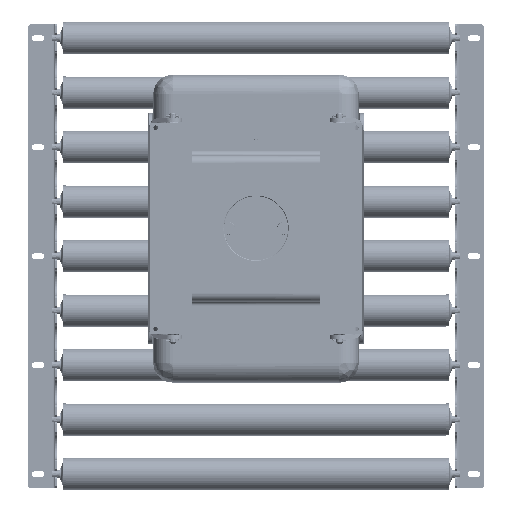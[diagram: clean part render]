
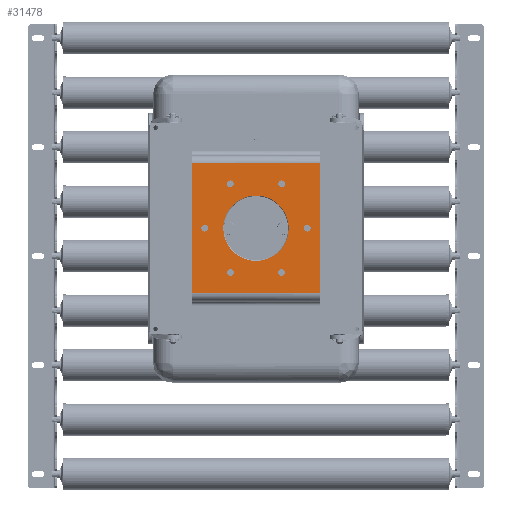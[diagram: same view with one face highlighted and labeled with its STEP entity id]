
A CAD part, top view. The second image highlights one B-rep face of the part: STEP entity #31478.
In plain terms, the highlighted free-form (B-spline) face has degree [1, 1] with [2, 2] control points.
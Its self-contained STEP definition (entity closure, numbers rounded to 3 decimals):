
#29885 = VERTEX_POINT('',#29886);
#29886 = CARTESIAN_POINT('',(-44.48,0.,
    80.239));
#29891 = EDGE_CURVE('',#29885,#29885,#29892,.T.);
#29892 = ( BOUNDED_CURVE() B_SPLINE_CURVE(2,(#29893,#29894,#29895,#29896
    ,#29897,#29898,#29899),.UNSPECIFIED.,.T.,.F.) 
B_SPLINE_CURVE_WITH_KNOTS((3,2,2,3),(3.142,5.236,
7.33,9.425),.PIECEWISE_BEZIER_KNOTS.) CURVE() 
GEOMETRIC_REPRESENTATION_ITEM() RATIONAL_B_SPLINE_CURVE((1.,0.5,1.,0.5,
1.,0.5,1.)) REPRESENTATION_ITEM('') );
#29893 = CARTESIAN_POINT('',(-44.48,0.,
    80.239));
#29894 = CARTESIAN_POINT('',(-44.48,-77.041,
    80.239));
#29895 = CARTESIAN_POINT('',(22.24,-38.521,
    80.239));
#29896 = CARTESIAN_POINT('',(88.959,0.,
    80.239));
#29897 = CARTESIAN_POINT('',(22.24,38.521,
    80.239));
#29898 = CARTESIAN_POINT('',(-44.48,77.041,
    80.239));
#29899 = CARTESIAN_POINT('',(-44.48,0.,
    80.239));
#29926 = VERTEX_POINT('',#29927);
#29927 = CARTESIAN_POINT('',(87.215,88.087,
    80.239));
#29943 = VERTEX_POINT('',#29944);
#29944 = CARTESIAN_POINT('',(-87.215,88.087,
    80.239));
#29950 = EDGE_CURVE('',#29943,#29926,#29951,.T.);
#29951 = B_SPLINE_CURVE_WITH_KNOTS('',1,(#29952,#29953),.UNSPECIFIED.,
  .F.,.F.,(2,2),(-180.,20.),.PIECEWISE_BEZIER_KNOTS.);
#29952 = CARTESIAN_POINT('',(-87.215,88.087,
    80.239));
#29953 = CARTESIAN_POINT('',(87.215,88.087,
    80.239));
#29968 = VERTEX_POINT('',#29969);
#29969 = CARTESIAN_POINT('',(87.215,-88.087,
    80.239));
#29975 = EDGE_CURVE('',#29968,#29976,#29978,.T.);
#29976 = VERTEX_POINT('',#29977);
#29977 = CARTESIAN_POINT('',(-87.215,-88.087,
    80.239));
#29978 = B_SPLINE_CURVE_WITH_KNOTS('',1,(#29979,#29980),.UNSPECIFIED.,
  .F.,.F.,(2,2),(-20.,180.),.PIECEWISE_BEZIER_KNOTS.);
#29979 = CARTESIAN_POINT('',(87.215,-88.087,
    80.239));
#29980 = CARTESIAN_POINT('',(-87.215,-88.087,
    80.239));
#30008 = VERTEX_POINT('',#30009);
#30009 = CARTESIAN_POINT('',(37.175,-64.39,
    80.239));
#30014 = EDGE_CURVE('',#30008,#30008,#30015,.T.);
#30015 = ( BOUNDED_CURVE() B_SPLINE_CURVE(2,(#30016,#30017,#30018,#30019
    ,#30020,#30021,#30022),.UNSPECIFIED.,.T.,.F.) 
B_SPLINE_CURVE_WITH_KNOTS((3,2,2,3),(3.142,5.236,
7.33,9.425),.PIECEWISE_BEZIER_KNOTS.) CURVE() 
GEOMETRIC_REPRESENTATION_ITEM() RATIONAL_B_SPLINE_CURVE((1.,0.5,1.,0.5,
1.,0.5,1.)) REPRESENTATION_ITEM('') );
#30016 = CARTESIAN_POINT('',(37.175,-64.39,
    80.239));
#30017 = CARTESIAN_POINT('',(30.307,-68.355,
    80.239));
#30018 = CARTESIAN_POINT('',(30.307,-60.424,
    80.239));
#30019 = CARTESIAN_POINT('',(30.307,-52.494,
    80.239));
#30020 = CARTESIAN_POINT('',(37.175,-56.459,
    80.239));
#30021 = CARTESIAN_POINT('',(44.044,-60.424,
    80.239));
#30022 = CARTESIAN_POINT('',(37.175,-64.39,
    80.239));
#30140 = VERTEX_POINT('',#30141);
#30141 = CARTESIAN_POINT('',(74.351,0.,
    80.239));
#30146 = EDGE_CURVE('',#30140,#30140,#30147,.T.);
#30147 = ( BOUNDED_CURVE() B_SPLINE_CURVE(2,(#30148,#30149,#30150,#30151
    ,#30152,#30153,#30154),.UNSPECIFIED.,.T.,.F.) 
B_SPLINE_CURVE_WITH_KNOTS((3,2,2,3),(3.142,5.236,
7.33,9.425),.PIECEWISE_BEZIER_KNOTS.) CURVE() 
GEOMETRIC_REPRESENTATION_ITEM() RATIONAL_B_SPLINE_CURVE((1.,0.5,1.,0.5,
1.,0.5,1.)) REPRESENTATION_ITEM('') );
#30148 = CARTESIAN_POINT('',(74.351,0.,
    80.239));
#30149 = CARTESIAN_POINT('',(74.351,-7.931,
    80.239));
#30150 = CARTESIAN_POINT('',(67.483,-3.965,
    80.239));
#30151 = CARTESIAN_POINT('',(60.615,0.,
    80.239));
#30152 = CARTESIAN_POINT('',(67.483,3.965,
    80.239));
#30153 = CARTESIAN_POINT('',(74.351,7.931,
    80.239));
#30154 = CARTESIAN_POINT('',(74.351,0.,
    80.239));
#30192 = VERTEX_POINT('',#30193);
#30193 = CARTESIAN_POINT('',(37.175,64.39,
    80.239));
#30198 = EDGE_CURVE('',#30192,#30192,#30199,.T.);
#30199 = ( BOUNDED_CURVE() B_SPLINE_CURVE(2,(#30200,#30201,#30202,#30203
    ,#30204,#30205,#30206),.UNSPECIFIED.,.T.,.F.) 
B_SPLINE_CURVE_WITH_KNOTS((3,2,2,3),(3.142,5.236,
7.33,9.425),.PIECEWISE_BEZIER_KNOTS.) CURVE() 
GEOMETRIC_REPRESENTATION_ITEM() RATIONAL_B_SPLINE_CURVE((1.,0.5,1.,0.5,
1.,0.5,1.)) REPRESENTATION_ITEM('') );
#30200 = CARTESIAN_POINT('',(37.175,64.39,
    80.239));
#30201 = CARTESIAN_POINT('',(44.044,60.424,
    80.239));
#30202 = CARTESIAN_POINT('',(37.175,56.459,
    80.239));
#30203 = CARTESIAN_POINT('',(30.307,52.494,
    80.239));
#30204 = CARTESIAN_POINT('',(30.307,60.424,
    80.239));
#30205 = CARTESIAN_POINT('',(30.307,68.355,
    80.239));
#30206 = CARTESIAN_POINT('',(37.175,64.39,
    80.239));
#30244 = VERTEX_POINT('',#30245);
#30245 = CARTESIAN_POINT('',(-37.175,64.39,
    80.239));
#30250 = EDGE_CURVE('',#30244,#30244,#30251,.T.);
#30251 = ( BOUNDED_CURVE() B_SPLINE_CURVE(2,(#30252,#30253,#30254,#30255
    ,#30256,#30257,#30258),.UNSPECIFIED.,.T.,.F.) 
B_SPLINE_CURVE_WITH_KNOTS((3,2,2,3),(3.142,5.236,
7.33,9.425),.PIECEWISE_BEZIER_KNOTS.) CURVE() 
GEOMETRIC_REPRESENTATION_ITEM() RATIONAL_B_SPLINE_CURVE((1.,0.5,1.,0.5,
1.,0.5,1.)) REPRESENTATION_ITEM('') );
#30252 = CARTESIAN_POINT('',(-37.175,64.39,
    80.239));
#30253 = CARTESIAN_POINT('',(-30.307,68.355,
    80.239));
#30254 = CARTESIAN_POINT('',(-30.307,60.424,
    80.239));
#30255 = CARTESIAN_POINT('',(-30.307,52.494,
    80.239));
#30256 = CARTESIAN_POINT('',(-37.175,56.459,
    80.239));
#30257 = CARTESIAN_POINT('',(-44.044,60.424,
    80.239));
#30258 = CARTESIAN_POINT('',(-37.175,64.39,
    80.239));
#30296 = VERTEX_POINT('',#30297);
#30297 = CARTESIAN_POINT('',(-74.351,0.,
    80.239));
#30302 = EDGE_CURVE('',#30296,#30296,#30303,.T.);
#30303 = ( BOUNDED_CURVE() B_SPLINE_CURVE(2,(#30304,#30305,#30306,#30307
    ,#30308,#30309,#30310),.UNSPECIFIED.,.T.,.F.) 
B_SPLINE_CURVE_WITH_KNOTS((3,2,2,3),(3.142,5.236,
7.33,9.425),.PIECEWISE_BEZIER_KNOTS.) CURVE() 
GEOMETRIC_REPRESENTATION_ITEM() RATIONAL_B_SPLINE_CURVE((1.,0.5,1.,0.5,
1.,0.5,1.)) REPRESENTATION_ITEM('') );
#30304 = CARTESIAN_POINT('',(-74.351,0.,
    80.239));
#30305 = CARTESIAN_POINT('',(-74.351,7.931,
    80.239));
#30306 = CARTESIAN_POINT('',(-67.483,3.965,
    80.239));
#30307 = CARTESIAN_POINT('',(-60.615,0.,
    80.239));
#30308 = CARTESIAN_POINT('',(-67.483,-3.965,
    80.239));
#30309 = CARTESIAN_POINT('',(-74.351,-7.931,
    80.239));
#30310 = CARTESIAN_POINT('',(-74.351,0.,
    80.239));
#30348 = VERTEX_POINT('',#30349);
#30349 = CARTESIAN_POINT('',(-37.175,-64.39,
    80.239));
#30354 = EDGE_CURVE('',#30348,#30348,#30355,.T.);
#30355 = ( BOUNDED_CURVE() B_SPLINE_CURVE(2,(#30356,#30357,#30358,#30359
    ,#30360,#30361,#30362),.UNSPECIFIED.,.T.,.F.) 
B_SPLINE_CURVE_WITH_KNOTS((3,2,2,3),(3.142,5.236,
7.33,9.425),.PIECEWISE_BEZIER_KNOTS.) CURVE() 
GEOMETRIC_REPRESENTATION_ITEM() RATIONAL_B_SPLINE_CURVE((1.,0.5,1.,0.5,
1.,0.5,1.)) REPRESENTATION_ITEM('') );
#30356 = CARTESIAN_POINT('',(-37.175,-64.39,
    80.239));
#30357 = CARTESIAN_POINT('',(-44.044,-60.424,
    80.239));
#30358 = CARTESIAN_POINT('',(-37.175,-56.459,
    80.239));
#30359 = CARTESIAN_POINT('',(-30.307,-52.494,
    80.239));
#30360 = CARTESIAN_POINT('',(-30.307,-60.424,
    80.239));
#30361 = CARTESIAN_POINT('',(-30.307,-68.355,
    80.239));
#30362 = CARTESIAN_POINT('',(-37.175,-64.39,
    80.239));
#31013 = EDGE_CURVE('',#29968,#29926,#31014,.T.);
#31014 = B_SPLINE_CURVE_WITH_KNOTS('',1,(#31015,#31016),.UNSPECIFIED.,
  .F.,.F.,(2,2),(-185.,17.),.PIECEWISE_BEZIER_KNOTS.);
#31015 = CARTESIAN_POINT('',(87.215,-88.087,
    80.239));
#31016 = CARTESIAN_POINT('',(87.215,88.087,
    80.239));
#31105 = EDGE_CURVE('',#29943,#29976,#31106,.T.);
#31106 = B_SPLINE_CURVE_WITH_KNOTS('',1,(#31107,#31108),.UNSPECIFIED.,
  .F.,.F.,(2,2),(-20.,182.),.PIECEWISE_BEZIER_KNOTS.);
#31107 = CARTESIAN_POINT('',(-87.215,88.087,
    80.239));
#31108 = CARTESIAN_POINT('',(-87.215,-88.087,
    80.239));
#31478 = ADVANCED_FACE('',(#31479,#31485,#31488,#31491,#31494,#31497,
    #31500,#31503),#31506,.T.);
#31479 = FACE_BOUND('',#31480,.T.);
#31480 = EDGE_LOOP('',(#31481,#31482,#31483,#31484));
#31481 = ORIENTED_EDGE('',*,*,#29950,.F.);
#31482 = ORIENTED_EDGE('',*,*,#31105,.T.);
#31483 = ORIENTED_EDGE('',*,*,#29975,.F.);
#31484 = ORIENTED_EDGE('',*,*,#31013,.T.);
#31485 = FACE_BOUND('',#31486,.T.);
#31486 = EDGE_LOOP('',(#31487));
#31487 = ORIENTED_EDGE('',*,*,#30014,.T.);
#31488 = FACE_BOUND('',#31489,.T.);
#31489 = EDGE_LOOP('',(#31490));
#31490 = ORIENTED_EDGE('',*,*,#30146,.T.);
#31491 = FACE_BOUND('',#31492,.T.);
#31492 = EDGE_LOOP('',(#31493));
#31493 = ORIENTED_EDGE('',*,*,#30198,.T.);
#31494 = FACE_BOUND('',#31495,.T.);
#31495 = EDGE_LOOP('',(#31496));
#31496 = ORIENTED_EDGE('',*,*,#30250,.T.);
#31497 = FACE_BOUND('',#31498,.T.);
#31498 = EDGE_LOOP('',(#31499));
#31499 = ORIENTED_EDGE('',*,*,#30302,.T.);
#31500 = FACE_BOUND('',#31501,.T.);
#31501 = EDGE_LOOP('',(#31502));
#31502 = ORIENTED_EDGE('',*,*,#30354,.T.);
#31503 = FACE_BOUND('',#31504,.T.);
#31504 = EDGE_LOOP('',(#31505));
#31505 = ORIENTED_EDGE('',*,*,#29891,.F.);
#31506 = B_SPLINE_SURFACE_WITH_KNOTS('',1,1,(
    (#31507,#31508)
    ,(#31509,#31510
  )),.UNSPECIFIED.,.F.,.F.,.F.,(2,2),(2,2),(-180.,20.),(-185.,17.),
  .PIECEWISE_BEZIER_KNOTS.);
#31507 = CARTESIAN_POINT('',(-87.215,-88.087,
    80.239));
#31508 = CARTESIAN_POINT('',(-87.215,88.087,
    80.239));
#31509 = CARTESIAN_POINT('',(87.215,-88.087,
    80.239));
#31510 = CARTESIAN_POINT('',(87.215,88.087,
    80.239));
